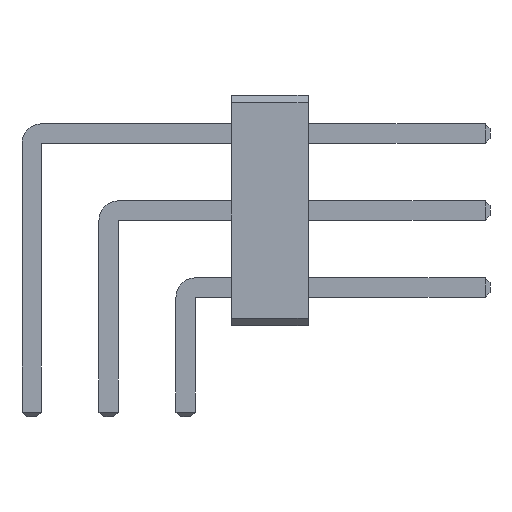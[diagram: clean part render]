
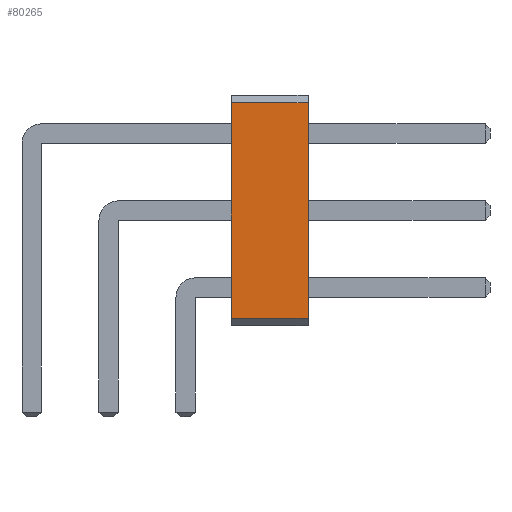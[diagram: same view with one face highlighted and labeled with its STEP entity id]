
A CAD part, front view. The second image highlights one B-rep face of the part: STEP entity #80265.
In plain terms, the highlighted planar face has unit normal (0, -1, 0).
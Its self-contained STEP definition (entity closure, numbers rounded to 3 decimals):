
#80265 = ADVANCED_FACE('',(#80266),#80300,.T.);
#80266 = FACE_BOUND('',#80267,.T.);
#80267 = EDGE_LOOP('',(#80268,#80278,#80286,#80294));
#80268 = ORIENTED_EDGE('',*,*,#80269,.T.);
#80269 = EDGE_CURVE('',#80270,#80272,#80274,.T.);
#80270 = VERTEX_POINT('',#80271);
#80271 = CARTESIAN_POINT('',(6.58,-97.79,0.254));
#80272 = VERTEX_POINT('',#80273);
#80273 = CARTESIAN_POINT('',(9.12,-97.79,0.254));
#80274 = LINE('',#80275,#80276);
#80275 = CARTESIAN_POINT('',(6.58,-97.79,0.254));
#80276 = VECTOR('',#80277,1.);
#80277 = DIRECTION('',(1.,0.,0.));
#80278 = ORIENTED_EDGE('',*,*,#80279,.T.);
#80279 = EDGE_CURVE('',#80272,#80280,#80282,.T.);
#80280 = VERTEX_POINT('',#80281);
#80281 = CARTESIAN_POINT('',(9.12,-97.79,7.366));
#80282 = LINE('',#80283,#80284);
#80283 = CARTESIAN_POINT('',(9.12,-97.79,0.254));
#80284 = VECTOR('',#80285,1.);
#80285 = DIRECTION('',(0.,0.,1.));
#80286 = ORIENTED_EDGE('',*,*,#80287,.F.);
#80287 = EDGE_CURVE('',#80288,#80280,#80290,.T.);
#80288 = VERTEX_POINT('',#80289);
#80289 = CARTESIAN_POINT('',(6.58,-97.79,7.366));
#80290 = LINE('',#80291,#80292);
#80291 = CARTESIAN_POINT('',(6.58,-97.79,7.366));
#80292 = VECTOR('',#80293,1.);
#80293 = DIRECTION('',(1.,0.,0.));
#80294 = ORIENTED_EDGE('',*,*,#80295,.F.);
#80295 = EDGE_CURVE('',#80270,#80288,#80296,.T.);
#80296 = LINE('',#80297,#80298);
#80297 = CARTESIAN_POINT('',(6.58,-97.79,0.254));
#80298 = VECTOR('',#80299,1.);
#80299 = DIRECTION('',(0.,0.,1.));
#80300 = PLANE('',#80301);
#80301 = AXIS2_PLACEMENT_3D('',#80302,#80303,#80304);
#80302 = CARTESIAN_POINT('',(6.58,-97.79,0.254));
#80303 = DIRECTION('',(0.,-1.,0.));
#80304 = DIRECTION('',(0.,0.,1.));
